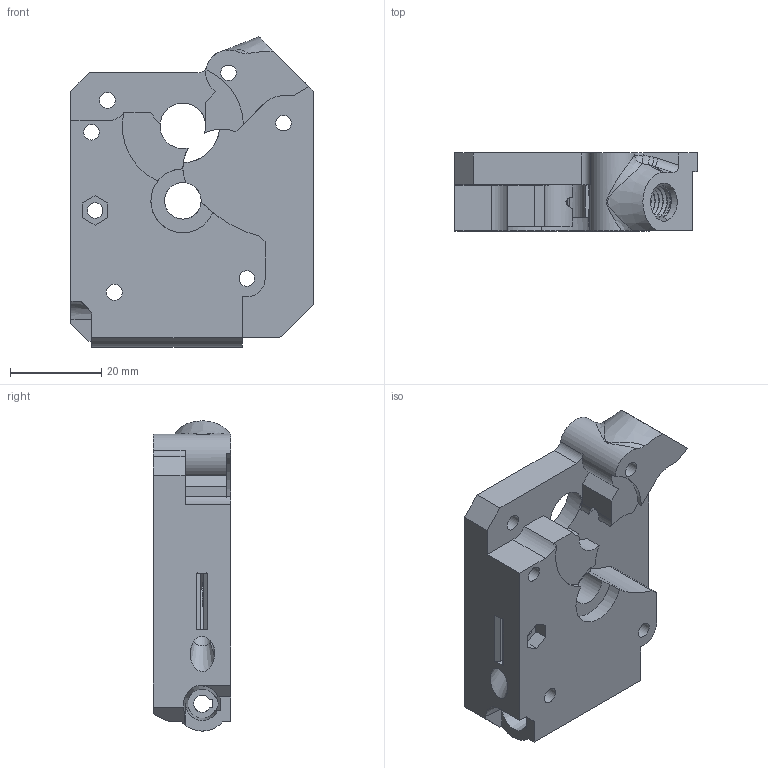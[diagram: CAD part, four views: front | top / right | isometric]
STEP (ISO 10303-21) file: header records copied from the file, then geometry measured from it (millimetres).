
FILE_DESCRIPTION(/* description */ (''),/* implementation_level */ '2;1');
FILE_NAME(/* name */ 'MINI-extruder-rear.stp',/* time_stamp */ '2020-04-27T11:54:27+02:00',/* author */ ('Robert Turinsky'),/* organization */ (''),/* preprocessor_version */ 'ST-DEVELOPER v17.2',/* originating_system */ '',/* authorisation */ '');
FILE_SCHEMA (('AUTOMOTIVE_DESIGN { 1 0 10303 214 3 1 1 }'));
Length unit declared in the file: millimetre
Products named in the file (1): extruder4.3_b
Bounding box: 53 x 17 x 67.86 mm (x, y, z)
Volume: 31581.4 mm3; surface area: 13422.2 mm2
Topology: 1 solids, 2 shells, 262 faces, 738 edges, 483 vertices
Faces by surface type: plane 163, cylinder 55, bspline 25, cone 15, torus 3, sphere 1
Full cylindrical faces by diameter (mm): 3.4 x6, 3.5 x2, 5.1 x1, 6 x1, 6.4 x3, 8 x1, 8.95 x1, 9.15 x1, 16.075 x1
Entity records: 10800 total; most frequent: CARTESIAN_POINT 4068, ORIENTED_EDGE 1476, DIRECTION 1281, EDGE_CURVE 738, VERTEX_POINT 483, LINE 447, VECTOR 447, AXIS2_PLACEMENT_3D 417
